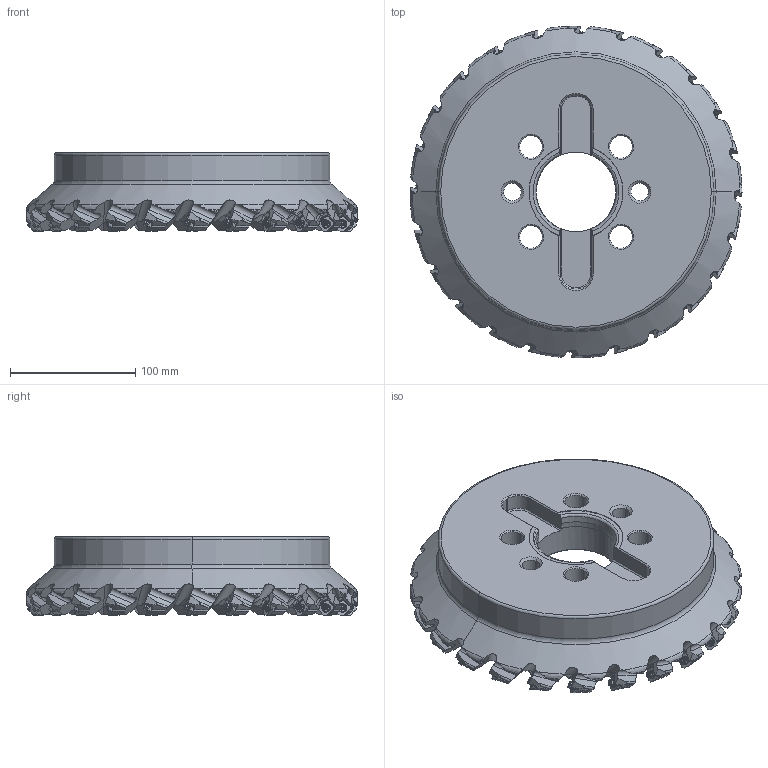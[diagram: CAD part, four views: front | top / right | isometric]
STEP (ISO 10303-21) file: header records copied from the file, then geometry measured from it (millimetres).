
FILE_DESCRIPTION(/* description */ (''),/* implementation_level */ '2;1');
FILE_NAME(/* name */ 'ASX445R1024M.stp',/* time_stamp */ '2021-09-08T11:40:53+09:00',/* author */ (''),/* organization */ (''),/* preprocessor_version */ 'ST-DEVELOPER v16',/* originating_system */ 'SIEMENS PLM Software NX 10.0',/* authorisation */ '');
FILE_SCHEMA (('AUTOMOTIVE_DESIGN { 1 0 10303 214 3 1 1 1 }'));
Length unit declared in the file: millimetre
Products named in the file (1): ASX445R1024M_ASM
Bounding box: 264.9 x 264.9 x 62.74 mm (x, y, z)
Volume: 1619305.1 mm3; surface area: 188412.9 mm2
Topology: 73 solids, 73 shells, 3465 faces, 9576 edges, 6433 vertices
Faces by surface type: plane 1419, cylinder 1394, cone 426, torus 130, sphere 48, bspline 48
Entity records: 124659 total; most frequent: CARTESIAN_POINT 33120, DIRECTION 19121, ORIENTED_EDGE 18864, EDGE_CURVE 9432, AXIS2_PLACEMENT_3D 7523, VERTEX_POINT 6186, LINE 4075, VECTOR 4075
